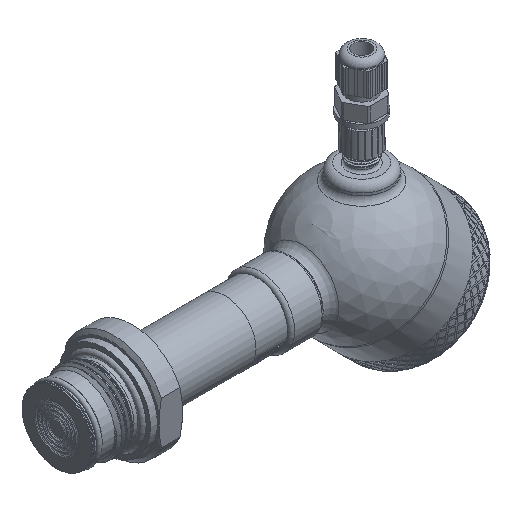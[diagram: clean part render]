
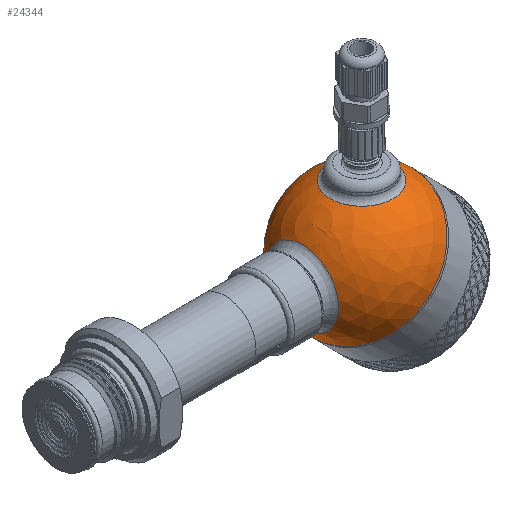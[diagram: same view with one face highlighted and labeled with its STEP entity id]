
A CAD part, isometric view. The second image highlights one B-rep face of the part: STEP entity #24344.
In plain terms, the highlighted spherical face has radius 30 mm.
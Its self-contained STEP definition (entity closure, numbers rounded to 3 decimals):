
#131=SPHERICAL_SURFACE('',#25751,30.);
#180=CIRCLE('',#25748,15.643);
#183=CIRCLE('',#25752,30.);
#184=CIRCLE('',#25753,30.);
#185=CIRCLE('',#25754,30.);
#186=CIRCLE('',#25755,13.5);
#964=FACE_BOUND('',#5518,.T.);
#965=FACE_BOUND('',#5519,.T.);
#3925=FACE_OUTER_BOUND('',#5517,.T.);
#5517=EDGE_LOOP('',(#17677,#17678,#17679,#17680));
#5518=EDGE_LOOP('',(#17681));
#5519=EDGE_LOOP('',(#17682));
#10169=VERTEX_POINT('',#37992);
#10171=VERTEX_POINT('',#37998);
#10172=VERTEX_POINT('',#37999);
#10173=VERTEX_POINT('',#38001);
#10174=VERTEX_POINT('',#38004);
#13002=EDGE_CURVE('',#10169,#10169,#180,.T.);
#13005=EDGE_CURVE('',#10171,#10172,#183,.T.);
#13006=EDGE_CURVE('',#10171,#10173,#184,.T.);
#13007=EDGE_CURVE('',#10172,#10171,#185,.T.);
#13008=EDGE_CURVE('',#10174,#10174,#186,.T.);
#17677=ORIENTED_EDGE('',*,*,#13005,.F.);
#17678=ORIENTED_EDGE('',*,*,#13006,.T.);
#17679=ORIENTED_EDGE('',*,*,#13006,.F.);
#17680=ORIENTED_EDGE('',*,*,#13007,.F.);
#17681=ORIENTED_EDGE('',*,*,#13002,.F.);
#17682=ORIENTED_EDGE('',*,*,#13008,.F.);
#24344=ADVANCED_FACE('',(#3925,#964,#965),#131,.T.);
#25748=AXIS2_PLACEMENT_3D('',#37993,#27253,#27254);
#25751=AXIS2_PLACEMENT_3D('',#37997,#27259,#27260);
#25752=AXIS2_PLACEMENT_3D('',#38000,#27261,#27262);
#25753=AXIS2_PLACEMENT_3D('',#38002,#27263,#27264);
#25754=AXIS2_PLACEMENT_3D('',#38003,#27265,#27266);
#25755=AXIS2_PLACEMENT_3D('',#38005,#27267,#27268);
#27253=DIRECTION('center_axis',(-0.707,0.,0.707));
#27254=DIRECTION('ref_axis',(0.707,0.,0.707));
#27259=DIRECTION('center_axis',(1.,0.,0.));
#27260=DIRECTION('ref_axis',(0.,-1.,0.));
#27261=DIRECTION('center_axis',(1.,0.,0.));
#27262=DIRECTION('ref_axis',(0.,1.,0.));
#27263=DIRECTION('center_axis',(0.,0.,1.));
#27264=DIRECTION('ref_axis',(0.,1.,0.));
#27265=DIRECTION('center_axis',(1.,0.,0.));
#27266=DIRECTION('ref_axis',(0.,1.,0.));
#27267=DIRECTION('center_axis',(-0.707,0.,-0.707));
#27268=DIRECTION('ref_axis',(-0.707,0.,0.707));
#37992=CARTESIAN_POINT('',(-29.162,0.,7.04));
#37993=CARTESIAN_POINT('Origin',(-18.101,0.,18.101));
#37997=CARTESIAN_POINT('Origin',(0.,0.,0.));
#37998=CARTESIAN_POINT('',(0.,30.,0.));
#37999=CARTESIAN_POINT('',(0.,-30.,0.));
#38000=CARTESIAN_POINT('Origin',(0.,0.,0.));
#38001=CARTESIAN_POINT('',(-30.,0.,0.));
#38002=CARTESIAN_POINT('Origin',(0.,0.,0.));
#38003=CARTESIAN_POINT('Origin',(0.,0.,0.));
#38004=CARTESIAN_POINT('',(-9.398,0.,-28.49));
#38005=CARTESIAN_POINT('Origin',(-18.944,0.,-18.944));
